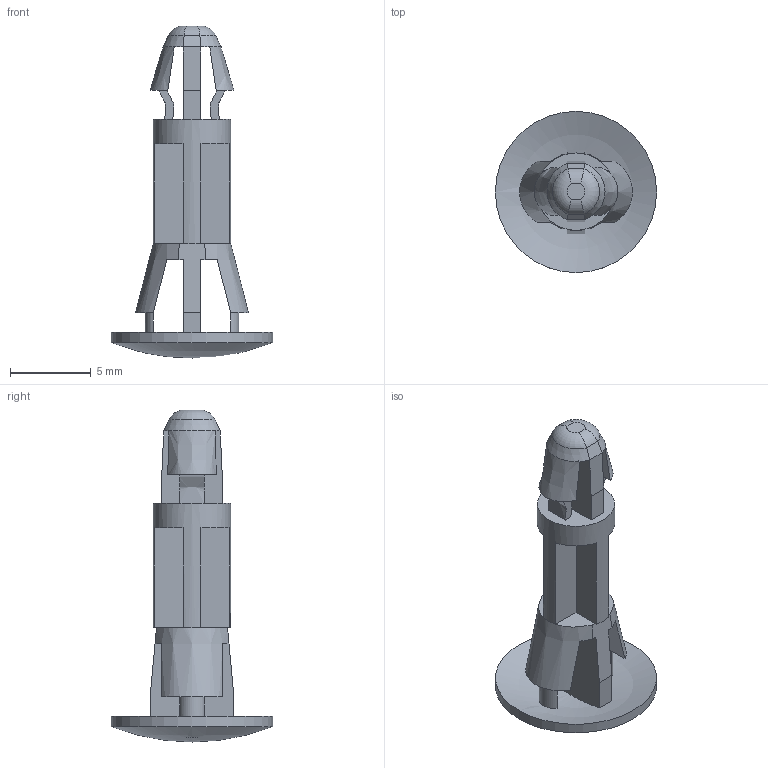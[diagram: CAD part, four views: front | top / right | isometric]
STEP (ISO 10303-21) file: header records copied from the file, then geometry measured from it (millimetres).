
FILE_DESCRIPTION(/* description */ ('Unknown'),/* implementation_level */ '2;1');
FILE_NAME(/* name */ '709446400',/* time_stamp */ '2018-12-17T14:29:23+01:00',/* author */ ('Unknown'),/* organization */ ('Unknown'),/* preprocessor_version */ 'ST-DEVELOPER v16.7',/* originating_system */ 'DEX',/* authorisation */ $);
FILE_SCHEMA (('AUTOMOTIVE_DESIGN {1 0 10303 214 3 1 1}'));
Length unit declared in the file: millimetre
Products named in the file (1): 709446400
Bounding box: 10 x 10 x 20.6 mm (x, y, z)
Volume: 243.3 mm3; surface area: 628 mm2
Topology: 1 solids, 1 shells, 80 faces, 212 edges, 130 vertices
Faces by surface type: plane 58, cylinder 8, bspline 8, cone 2, torus 2, sphere 2
Full cylindrical faces by diameter (mm): 4.8 x1, 10 x1
Entity records: 2624 total; most frequent: CARTESIAN_POINT 754, ORIENTED_EDGE 400, DIRECTION 342, EDGE_CURVE 200, VERTEX_POINT 124, LINE 122, VECTOR 122, AXIS2_PLACEMENT_3D 110
